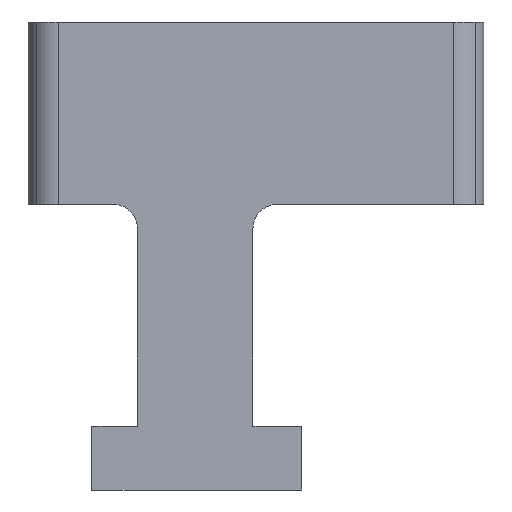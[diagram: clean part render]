
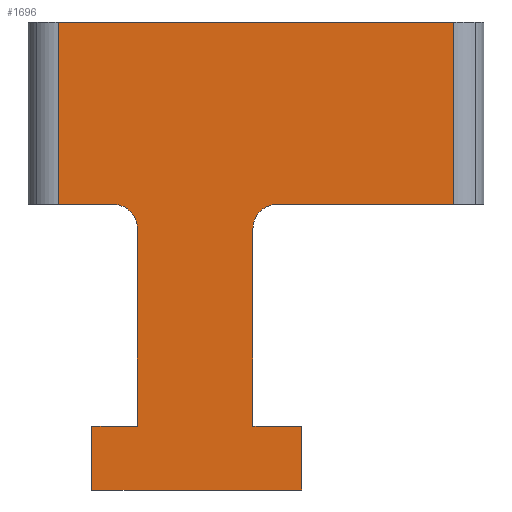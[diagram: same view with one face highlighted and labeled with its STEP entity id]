
A CAD part, left-side view. The second image highlights one B-rep face of the part: STEP entity #1696.
In plain terms, the highlighted planar face has unit normal (-1, 0, 0).
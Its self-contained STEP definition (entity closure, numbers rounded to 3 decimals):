
#539=CARTESIAN_POINT('',(-15.,4.134,-2.834));
#540=VERTEX_POINT('',#539);
#556=CARTESIAN_POINT('',(-15.0,3.9,-3.4));
#557=VERTEX_POINT('',#556);
#564=CARTESIAN_POINT('',(-15.,4.7,-3.4));
#565=DIRECTION('',(-1.0,0.0,0.0));
#566=DIRECTION('',(0.0,-0.707,0.707));
#567=AXIS2_PLACEMENT_3D('',#564,#565,#566);
#568=CIRCLE('',#567,0.8);
#569=EDGE_CURVE('',#557,#540,#568,.T.);
#581=CARTESIAN_POINT('',(-15.,-0.134,-2.834));
#582=VERTEX_POINT('',#581);
#598=CARTESIAN_POINT('',(-15.0,-0.7,-2.6));
#599=VERTEX_POINT('',#598);
#606=CARTESIAN_POINT('',(-15.,-0.7,-3.4));
#607=DIRECTION('',(-1.,0.0,0.0));
#608=DIRECTION('',(0.0,0.707,0.707));
#609=AXIS2_PLACEMENT_3D('',#606,#607,#608);
#610=CIRCLE('',#609,0.8);
#611=EDGE_CURVE('',#599,#582,#610,.T.);
#715=CARTESIAN_POINT('',(-15.0,6.5,-2.6));
#716=VERTEX_POINT('',#715);
#724=CARTESIAN_POINT('',(-15.,6.5,3.4));
#725=VERTEX_POINT('',#724);
#726=CARTESIAN_POINT('',(-15.0,6.5,-2.6));
#727=DIRECTION('',(0.0,0.0,1.0));
#728=VECTOR('',#727,6.0);
#729=LINE('',#726,#728);
#730=EDGE_CURVE('',#716,#725,#729,.T.);
#1128=CARTESIAN_POINT('',(-15.0,-1.5,-9.9));
#1129=VERTEX_POINT('',#1128);
#1136=CARTESIAN_POINT('',(-15.0,-1.5,-12.0));
#1137=VERTEX_POINT('',#1136);
#1138=CARTESIAN_POINT('',(-15.0,-1.5,-9.9));
#1139=DIRECTION('',(0.0,0.0,-1.0));
#1140=VECTOR('',#1139,2.1);
#1141=LINE('',#1138,#1140);
#1142=EDGE_CURVE('',#1129,#1137,#1141,.T.);
#1340=CARTESIAN_POINT('',(-15.0,-6.5,-2.6));
#1341=VERTEX_POINT('',#1340);
#1349=CARTESIAN_POINT('',(-15.0,-0.7,-2.6));
#1350=DIRECTION('',(0.0,-1.0,0.0));
#1351=VECTOR('',#1350,5.8);
#1352=LINE('',#1349,#1351);
#1353=EDGE_CURVE('',#599,#1341,#1352,.T.);
#1364=CARTESIAN_POINT('',(-15.0,4.7,-2.6));
#1365=VERTEX_POINT('',#1364);
#1372=CARTESIAN_POINT('',(-15.0,6.5,-2.6));
#1373=DIRECTION('',(0.0,-1.0,0.0));
#1374=VECTOR('',#1373,1.8);
#1375=LINE('',#1372,#1374);
#1376=EDGE_CURVE('',#716,#1365,#1375,.T.);
#1597=CARTESIAN_POINT('',(-15.,-6.5,3.4));
#1598=VERTEX_POINT('',#1597);
#1606=CARTESIAN_POINT('',(-15.,-6.5,3.4));
#1607=DIRECTION('',(0.0,0.0,-1.0));
#1608=VECTOR('',#1607,6.0);
#1609=LINE('',#1606,#1608);
#1610=EDGE_CURVE('',#1598,#1341,#1609,.T.);
#1616=CARTESIAN_POINT('',(-15.0,-7.5,-2.6));
#1617=DIRECTION('',(-1.0,0.0,0.0));
#1618=DIRECTION('',(0.0,0.0,1.0));
#1619=AXIS2_PLACEMENT_3D('',#1616,#1617,#1618);
#1620=PLANE('',#1619);
#1621=ORIENTED_EDGE('',*,*,#1610,.F.);
#1622=CARTESIAN_POINT('',(-15.,-6.5,3.4));
#1623=DIRECTION('',(0.0,1.0,0.0));
#1624=VECTOR('',#1623,13.);
#1625=LINE('',#1622,#1624);
#1626=EDGE_CURVE('',#1598,#725,#1625,.T.);
#1627=ORIENTED_EDGE('',*,*,#1626,.T.);
#1628=ORIENTED_EDGE('',*,*,#730,.F.);
#1629=ORIENTED_EDGE('',*,*,#1376,.T.);
#1630=CARTESIAN_POINT('',(-15.,4.7,-3.4));
#1631=DIRECTION('',(-1.0,0.0,0.0));
#1632=DIRECTION('',(0.0,-0.707,0.707));
#1633=AXIS2_PLACEMENT_3D('',#1630,#1631,#1632);
#1634=CIRCLE('',#1633,0.8);
#1635=EDGE_CURVE('',#540,#1365,#1634,.T.);
#1636=ORIENTED_EDGE('',*,*,#1635,.F.);
#1637=ORIENTED_EDGE('',*,*,#569,.F.);
#1638=CARTESIAN_POINT('',(-15.0,3.9,-9.9));
#1639=VERTEX_POINT('',#1638);
#1640=CARTESIAN_POINT('',(-15.0,3.9,-3.4));
#1641=DIRECTION('',(0.0,0.0,-1.0));
#1642=VECTOR('',#1641,6.5);
#1643=LINE('',#1640,#1642);
#1644=EDGE_CURVE('',#557,#1639,#1643,.T.);
#1645=ORIENTED_EDGE('',*,*,#1644,.T.);
#1646=CARTESIAN_POINT('',(-15.0,5.4,-9.9));
#1647=VERTEX_POINT('',#1646);
#1648=CARTESIAN_POINT('',(-15.0,3.9,-9.9));
#1649=DIRECTION('',(0.0,1.0,0.0));
#1650=VECTOR('',#1649,1.5);
#1651=LINE('',#1648,#1650);
#1652=EDGE_CURVE('',#1639,#1647,#1651,.T.);
#1653=ORIENTED_EDGE('',*,*,#1652,.T.);
#1654=CARTESIAN_POINT('',(-15.0,5.4,-12.0));
#1655=VERTEX_POINT('',#1654);
#1656=CARTESIAN_POINT('',(-15.0,5.4,-9.9));
#1657=DIRECTION('',(0.0,0.0,-1.0));
#1658=VECTOR('',#1657,2.1);
#1659=LINE('',#1656,#1658);
#1660=EDGE_CURVE('',#1647,#1655,#1659,.T.);
#1661=ORIENTED_EDGE('',*,*,#1660,.T.);
#1662=CARTESIAN_POINT('',(-15.0,5.4,-12.0));
#1663=DIRECTION('',(0.0,-1.0,0.0));
#1664=VECTOR('',#1663,6.9);
#1665=LINE('',#1662,#1664);
#1666=EDGE_CURVE('',#1655,#1137,#1665,.T.);
#1667=ORIENTED_EDGE('',*,*,#1666,.T.);
#1668=ORIENTED_EDGE('',*,*,#1142,.F.);
#1669=CARTESIAN_POINT('',(-15.,0.1,-9.9));
#1670=VERTEX_POINT('',#1669);
#1671=CARTESIAN_POINT('',(-15.0,-1.5,-9.9));
#1672=DIRECTION('',(0.0,1.0,0.0));
#1673=VECTOR('',#1672,1.6);
#1674=LINE('',#1671,#1673);
#1675=EDGE_CURVE('',#1129,#1670,#1674,.T.);
#1676=ORIENTED_EDGE('',*,*,#1675,.T.);
#1677=CARTESIAN_POINT('',(-15.0,0.1,-3.4));
#1678=VERTEX_POINT('',#1677);
#1679=CARTESIAN_POINT('',(-15.,0.1,-9.9));
#1680=DIRECTION('',(0.0,0.0,1.0));
#1681=VECTOR('',#1680,6.5);
#1682=LINE('',#1679,#1681);
#1683=EDGE_CURVE('',#1670,#1678,#1682,.T.);
#1684=ORIENTED_EDGE('',*,*,#1683,.T.);
#1685=CARTESIAN_POINT('',(-15.,-0.7,-3.4));
#1686=DIRECTION('',(-1.,0.0,0.0));
#1687=DIRECTION('',(0.0,0.707,0.707));
#1688=AXIS2_PLACEMENT_3D('',#1685,#1686,#1687);
#1689=CIRCLE('',#1688,0.8);
#1690=EDGE_CURVE('',#582,#1678,#1689,.T.);
#1691=ORIENTED_EDGE('',*,*,#1690,.F.);
#1692=ORIENTED_EDGE('',*,*,#611,.F.);
#1693=ORIENTED_EDGE('',*,*,#1353,.T.);
#1694=EDGE_LOOP('',(#1621,#1627,#1628,#1629,#1636,#1637,#1645,#1653,#1661,#1667,#1668,#1676,#1684,#1691,#1692,#1693));
#1695=FACE_OUTER_BOUND('',#1694,.T.);
#1696=ADVANCED_FACE('',(#1695),#1620,.T.);
